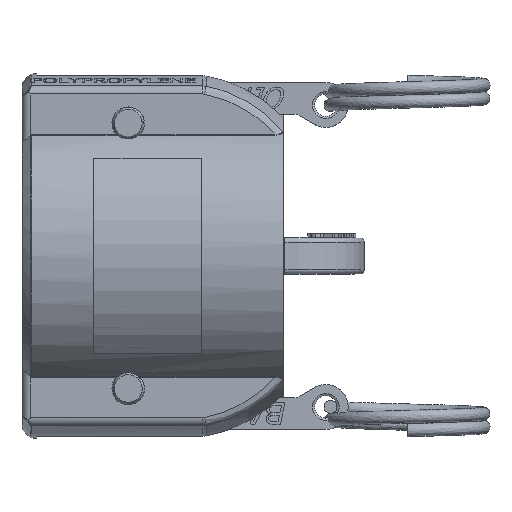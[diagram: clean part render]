
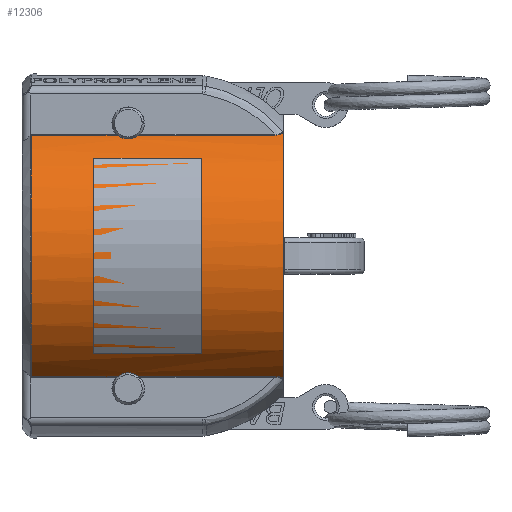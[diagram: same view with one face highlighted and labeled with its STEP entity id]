
A CAD part, top view. The second image highlights one B-rep face of the part: STEP entity #12306.
In plain terms, the highlighted cylindrical face has radius 24.892 mm (diameter 49.784 mm), a partial arc.
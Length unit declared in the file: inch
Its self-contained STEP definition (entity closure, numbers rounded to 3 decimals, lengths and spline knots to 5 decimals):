
#444=LINE('',#16490,#1460);
#445=LINE('',#16499,#1461);
#455=LINE('',#16564,#1471);
#476=LINE('',#17447,#1492);
#1460=VECTOR('',#13782,0.60507);
#1461=VECTOR('',#13787,0.94864);
#1471=VECTOR('',#13805,0.94864);
#1492=VECTOR('',#13984,0.60507);
#2920=B_SPLINE_CURVE_WITH_KNOTS('',3,(#16285,#16286,#16287,#16288,#16289,
#16290,#16291,#16292,#16293,#16294,#16295,#16296,#16297,#16298),
 .UNSPECIFIED.,.F.,.F.,(4,2,2,2,2,2,4),(1.09974,1.18874,
1.25359,1.31844,1.38329,1.44814,1.53714),
 .UNSPECIFIED.);
#2924=B_SPLINE_CURVE_WITH_KNOTS('',3,(#16342,#16343,#16344,#16345,#16346,
#16347,#16348,#16349,#16350,#16351,#16352,#16353,#16354,#16355),
 .UNSPECIFIED.,.F.,.F.,(4,2,2,2,2,2,4),(1.09974,1.18874,
1.25359,1.31844,1.38329,1.44814,1.53714),
 .UNSPECIFIED.);
#2993=B_SPLINE_CURVE_WITH_KNOTS('',3,(#17428,#17429,#17430,#17431,#17432),
 .UNSPECIFIED.,.F.,.F.,(4,1,4),(-0.18441,-0.13693,0.),
 .UNSPECIFIED.);
#2995=B_SPLINE_CURVE_WITH_KNOTS('',3,(#17442,#17443,#17444,#17445,#17446),
 .UNSPECIFIED.,.F.,.F.,(4,1,4),(-0.23963,-0.1027,-0.05523),
 .UNSPECIFIED.);
#3555=FACE_OUTER_BOUND('',#4293,.T.);
#4293=EDGE_LOOP('',(#8694,#8695,#8696,#8697,#8698,#8699,#8700,#8701,#8702,
#8703));
#5062=CIRCLE('',#13026,0.98);
#5093=CIRCLE('',#13082,0.98);
#5274=VERTEX_POINT('',#16265);
#5276=VERTEX_POINT('',#16276);
#5283=VERTEX_POINT('',#16340);
#5284=VERTEX_POINT('',#16341);
#5306=VERTEX_POINT('',#16489);
#5307=VERTEX_POINT('',#16497);
#5321=VERTEX_POINT('',#16563);
#5349=VERTEX_POINT('',#16694);
#5399=VERTEX_POINT('',#17417);
#5400=VERTEX_POINT('',#17440);
#6528=EDGE_CURVE('',#5274,#5276,#2920,.T.);
#6535=EDGE_CURVE('',#5283,#5284,#2924,.T.);
#6562=EDGE_CURVE('',#5274,#5306,#444,.T.);
#6565=EDGE_CURVE('',#5307,#5276,#445,.T.);
#6582=EDGE_CURVE('',#5283,#5321,#455,.T.);
#6618=EDGE_CURVE('',#5306,#5349,#5062,.T.);
#6699=EDGE_CURVE('',#5399,#5307,#2993,.T.);
#6701=EDGE_CURVE('',#5400,#5399,#5093,.T.);
#6702=EDGE_CURVE('',#5321,#5400,#2995,.T.);
#6703=EDGE_CURVE('',#5349,#5284,#476,.T.);
#8694=ORIENTED_EDGE('',*,*,#6528,.T.);
#8695=ORIENTED_EDGE('',*,*,#6565,.F.);
#8696=ORIENTED_EDGE('',*,*,#6699,.F.);
#8697=ORIENTED_EDGE('',*,*,#6701,.F.);
#8698=ORIENTED_EDGE('',*,*,#6702,.F.);
#8699=ORIENTED_EDGE('',*,*,#6582,.F.);
#8700=ORIENTED_EDGE('',*,*,#6535,.T.);
#8701=ORIENTED_EDGE('',*,*,#6703,.F.);
#8702=ORIENTED_EDGE('',*,*,#6618,.F.);
#8703=ORIENTED_EDGE('',*,*,#6562,.F.);
#12194=CYLINDRICAL_SURFACE('',#13081,0.98);
#12306=ADVANCED_FACE('',(#3555),#12194,.T.);
#13026=AXIS2_PLACEMENT_3D('',#16712,#13865,#13866);
#13081=AXIS2_PLACEMENT_3D('',#17439,#13980,#13981);
#13082=AXIS2_PLACEMENT_3D('',#17441,#13982,#13983);
#13782=DIRECTION('',(-1.,0.,0.));
#13787=DIRECTION('',(-1.,0.,0.));
#13805=DIRECTION('',(1.,0.,0.));
#13865=DIRECTION('center_axis',(-1.,0.,0.));
#13866=DIRECTION('ref_axis',(0.,0.,1.));
#13980=DIRECTION('center_axis',(1.,0.,0.));
#13981=DIRECTION('ref_axis',(0.,1.,0.));
#13982=DIRECTION('center_axis',(1.,0.,0.));
#13983=DIRECTION('ref_axis',(0.,1.,0.));
#13984=DIRECTION('',(1.,0.,0.));
#16265=CARTESIAN_POINT('',(0.66921,-0.83996,0.50485));
#16276=CARTESIAN_POINT('',(0.81079,-0.83996,0.50485));
#16285=CARTESIAN_POINT('Ctrl Pts',(0.66921,-0.83996,
0.50485));
#16286=CARTESIAN_POINT('Ctrl Pts',(0.67569,-0.83447,
0.51398));
#16287=CARTESIAN_POINT('Ctrl Pts',(0.68329,-0.82934,
0.52217));
#16288=CARTESIAN_POINT('Ctrl Pts',(0.69826,-0.82203,
0.53358));
#16289=CARTESIAN_POINT('Ctrl Pts',(0.70589,-0.8191,
0.53805));
#16290=CARTESIAN_POINT('Ctrl Pts',(0.7225,-0.81507,
0.54413));
#16291=CARTESIAN_POINT('Ctrl Pts',(0.73149,-0.814,0.54571));
#16292=CARTESIAN_POINT('Ctrl Pts',(0.74851,-0.814,0.54571));
#16293=CARTESIAN_POINT('Ctrl Pts',(0.7575,-0.81507,
0.54413));
#16294=CARTESIAN_POINT('Ctrl Pts',(0.77411,-0.8191,
0.53805));
#16295=CARTESIAN_POINT('Ctrl Pts',(0.78174,-0.82203,
0.53358));
#16296=CARTESIAN_POINT('Ctrl Pts',(0.79671,-0.82934,
0.52217));
#16297=CARTESIAN_POINT('Ctrl Pts',(0.80431,-0.83447,
0.51398));
#16298=CARTESIAN_POINT('Ctrl Pts',(0.81079,-0.83996,
0.50485));
#16340=CARTESIAN_POINT('',(0.81079,0.83996,0.50485));
#16341=CARTESIAN_POINT('',(0.66921,0.83996,0.50485));
#16342=CARTESIAN_POINT('Ctrl Pts',(0.81079,0.83996,
0.50485));
#16343=CARTESIAN_POINT('Ctrl Pts',(0.80431,0.83447,
0.51398));
#16344=CARTESIAN_POINT('Ctrl Pts',(0.79671,0.82934,
0.52217));
#16345=CARTESIAN_POINT('Ctrl Pts',(0.78174,0.82203,0.53358));
#16346=CARTESIAN_POINT('Ctrl Pts',(0.77411,0.8191,0.53805));
#16347=CARTESIAN_POINT('Ctrl Pts',(0.7575,0.81507,
0.54413));
#16348=CARTESIAN_POINT('Ctrl Pts',(0.74851,0.814,0.54571));
#16349=CARTESIAN_POINT('Ctrl Pts',(0.73149,0.814,0.54571));
#16350=CARTESIAN_POINT('Ctrl Pts',(0.7225,0.81507,
0.54413));
#16351=CARTESIAN_POINT('Ctrl Pts',(0.70589,0.8191,
0.53805));
#16352=CARTESIAN_POINT('Ctrl Pts',(0.69826,0.82203,
0.53358));
#16353=CARTESIAN_POINT('Ctrl Pts',(0.68329,0.82934,0.52217));
#16354=CARTESIAN_POINT('Ctrl Pts',(0.67569,0.83447,
0.51398));
#16355=CARTESIAN_POINT('Ctrl Pts',(0.66921,0.83996,
0.50485));
#16489=CARTESIAN_POINT('',(0.06414,-0.83996,0.50485));
#16490=CARTESIAN_POINT('',(0.91,-0.83996,0.50485));
#16497=CARTESIAN_POINT('',(1.75943,-0.83996,0.50485));
#16499=CARTESIAN_POINT('',(0.91,-0.83996,0.50485));
#16563=CARTESIAN_POINT('',(1.75943,0.83996,0.50485));
#16564=CARTESIAN_POINT('',(0.91,0.83996,0.50485));
#16694=CARTESIAN_POINT('',(0.06414,0.83996,0.50485));
#16712=CARTESIAN_POINT('Origin',(0.06414,0.,0.));
#17417=CARTESIAN_POINT('',(1.82,-0.85627,0.47665));
#17428=CARTESIAN_POINT('Ctrl Pts',(1.82,-0.85628,
0.47665));
#17429=CARTESIAN_POINT('Ctrl Pts',(1.81749,-0.85351,
0.48163));
#17430=CARTESIAN_POINT('Ctrl Pts',(1.8032,-0.84339,
0.49934));
#17431=CARTESIAN_POINT('Ctrl Pts',(1.77739,-0.83998,
0.5048));
#17432=CARTESIAN_POINT('Ctrl Pts',(1.75943,-0.83999,
0.5048));
#17439=CARTESIAN_POINT('Origin',(0.91,0.,0.));
#17440=CARTESIAN_POINT('',(1.82,0.85627,0.47665));
#17441=CARTESIAN_POINT('Origin',(1.82,0.,0.));
#17442=CARTESIAN_POINT('Ctrl Pts',(1.75943,0.83999,0.5048));
#17443=CARTESIAN_POINT('Ctrl Pts',(1.77739,0.83998,0.5048));
#17444=CARTESIAN_POINT('Ctrl Pts',(1.8032,0.84339,0.49934));
#17445=CARTESIAN_POINT('Ctrl Pts',(1.81749,0.85351,0.48163));
#17446=CARTESIAN_POINT('Ctrl Pts',(1.82,0.85628,0.47665));
#17447=CARTESIAN_POINT('',(0.91,0.83996,0.50485));
